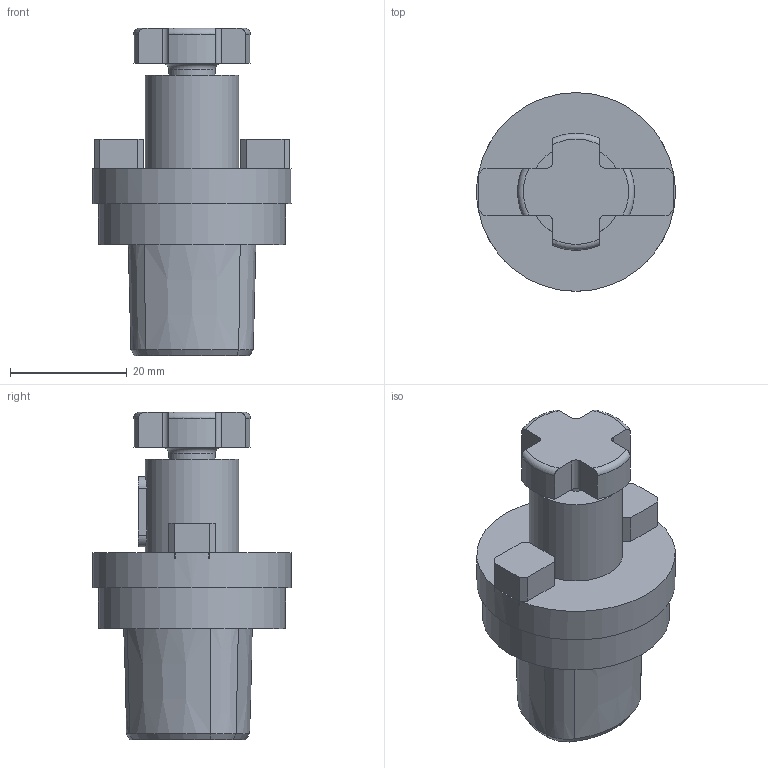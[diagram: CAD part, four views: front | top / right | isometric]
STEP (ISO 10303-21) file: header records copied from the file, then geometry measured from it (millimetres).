
FILE_DESCRIPTION(/* description */ (''),/* implementation_level */ '2;1');
FILE_NAME(/* name */ '10011029895_stp.stp',/* time_stamp */ '2017-11-22T07:47:26+01:00',/* author */ (''),/* organization */ (''),/* preprocessor_version */ 'ST-DEVELOPER v15',/* originating_system */ 'SIEMENS PLM Software NX 9.0',/* authorisation */ '');
FILE_SCHEMA (('AUTOMOTIVE_DESIGN { 1 0 10303 214 3 1 1 1 }'));
Length unit declared in the file: millimetre
Products named in the file (1): reic18985CA3t38a
Bounding box: 34 x 34 x 56 mm (x, y, z)
Volume: 23358.9 mm3; surface area: 6388.7 mm2
Topology: 1 solids, 1 shells, 73 faces, 191 edges, 126 vertices
Faces by surface type: plane 42, cylinder 14, cone 12, torus 5
Full cylindrical faces by diameter (mm): 8 x1, 16 x1, 32 x1, 34 x1
Entity records: 2468 total; most frequent: CARTESIAN_POINT 561, DIRECTION 376, ORIENTED_EDGE 364, EDGE_CURVE 182, AXIS2_PLACEMENT_3D 130, VERTEX_POINT 122, LINE 116, VECTOR 116
